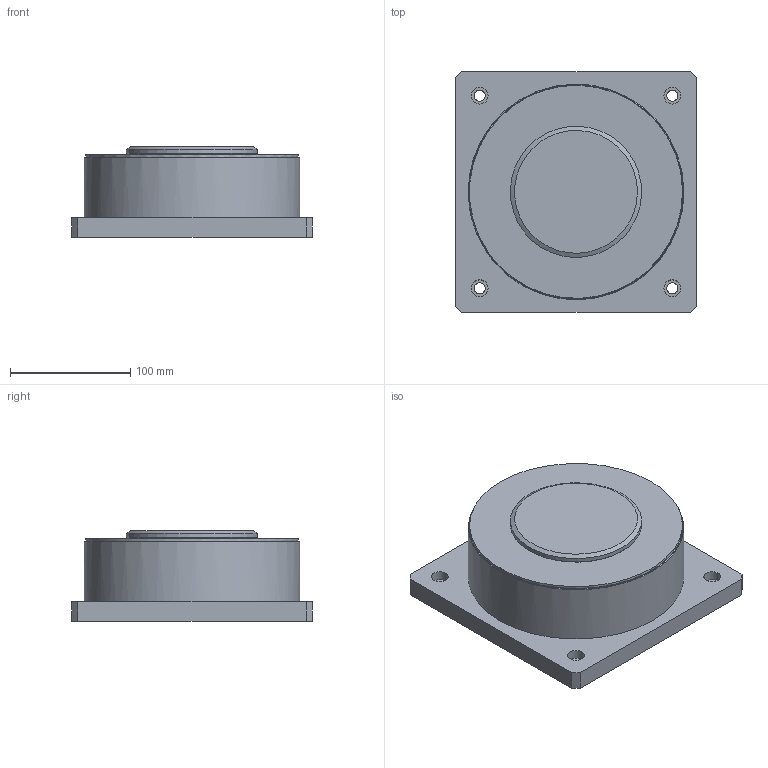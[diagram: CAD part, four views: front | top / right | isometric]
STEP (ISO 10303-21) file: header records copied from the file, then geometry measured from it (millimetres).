
FILE_DESCRIPTION(/* description */ (''),/* implementation_level */ '2;1');
FILE_NAME(/* name */ 'EFFU-30-N-SUS-0.stp',/* time_stamp */ '2018-11-30T15:42:24+09:00',/* author */ ('idt-l'),/* organization */ (''),/* preprocessor_version */ 'ST-DEVELOPER v16.13',/* originating_system */ 'Autodesk Inventor 2018',/* authorisation */ '');
FILE_SCHEMA (('AUTOMOTIVE_DESIGN { 1 0 10303 214 3 1 1 }'));
Length unit declared in the file: inch
Products named in the file (1): EFFU-30-N-SUS-0
Bounding box: 200 x 200 x 75 mm (x, y, z)
Volume: 2011028.4 mm3; surface area: 128690.8 mm2
Topology: 1 solids, 1 shells, 35 faces, 72 edges, 48 vertices
Faces by surface type: plane 19, cylinder 13, cone 3
Full cylindrical faces by diameter (mm): 9 x4, 14 x4, 102.072 x1, 109 x1, 177 x1, 179 x1, 179.2 x1
Entity records: 932 total; most frequent: DIRECTION 154, CARTESIAN_POINT 134, ORIENTED_EDGE 106, EDGE_LOOP 68, AXIS2_PLACEMENT_3D 65, EDGE_CURVE 53, VERTEX_POINT 45, FACE_OUTER_BOUND 35
